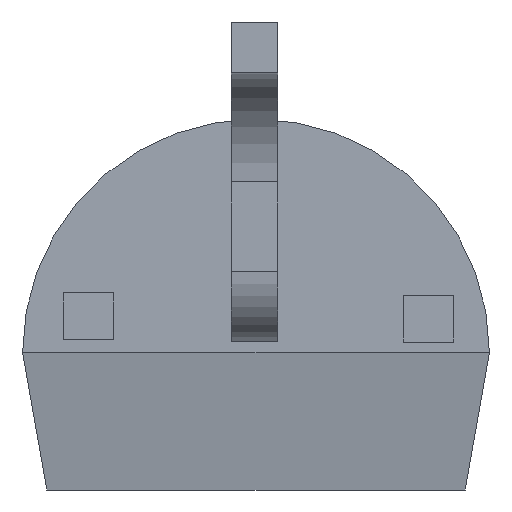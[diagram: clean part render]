
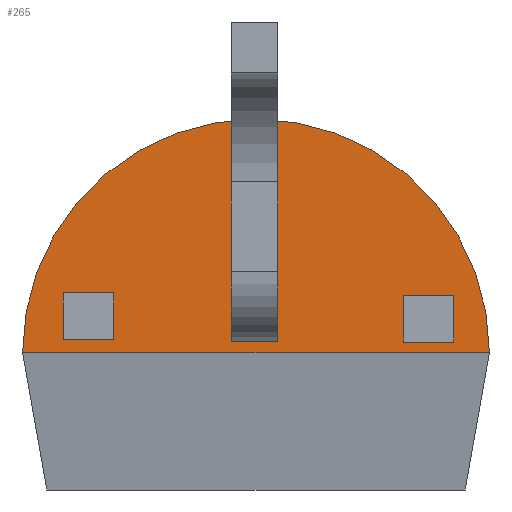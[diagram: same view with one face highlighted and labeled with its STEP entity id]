
A CAD part, front view. The second image highlights one B-rep face of the part: STEP entity #265.
In plain terms, the highlighted planar face has unit normal (0, -1, 0).
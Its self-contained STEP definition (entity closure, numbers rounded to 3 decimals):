
#82 = PLANE ( 'NONE',  #445 ) ;
#91 = ORIENTED_EDGE ( 'NONE', *, *, #1009, .F. ) ;
#158 = VECTOR ( 'NONE', #424, 1000. ) ;
#248 = AXIS2_PLACEMENT_3D ( 'NONE', #460, #888, #597 ) ;
#265 = ADVANCED_FACE ( 'NONE', ( #721 ), #82, .F. ) ;
#424 = DIRECTION ( 'NONE',  ( -1., 0., 0. ) ) ;
#445 = AXIS2_PLACEMENT_3D ( 'NONE', #854, #837, #511 ) ;
#460 = CARTESIAN_POINT ( 'NONE',  ( 0., 0., 0. ) ) ;
#469 = ORIENTED_EDGE ( 'NONE', *, *, #1137, .F. ) ;
#511 = DIRECTION ( 'NONE',  ( 0., 0., 1. ) ) ;
#517 = CARTESIAN_POINT ( 'NONE',  ( 2.6, 0., 0. ) ) ;
#537 = EDGE_LOOP ( 'NONE', ( #469, #91 ) ) ;
#585 = VERTEX_POINT ( 'NONE', #977 ) ;
#597 = DIRECTION ( 'NONE',  ( 0., 0., -1. ) ) ;
#721 = FACE_OUTER_BOUND ( 'NONE', #537, .T. ) ;
#788 = LINE ( 'NONE', #958, #158 ) ;
#837 = DIRECTION ( 'NONE',  ( 0., 1., 0. ) ) ;
#854 = CARTESIAN_POINT ( 'NONE',  ( 0., 0., 0. ) ) ;
#888 = DIRECTION ( 'NONE',  ( 0., 1., 0. ) ) ;
#958 = CARTESIAN_POINT ( 'NONE',  ( 0., 0., 0. ) ) ;
#977 = CARTESIAN_POINT ( 'NONE',  ( -2.6, 0., 0. ) ) ;
#984 = CIRCLE ( 'NONE', #248, 2.6 ) ;
#1009 = EDGE_CURVE ( 'NONE', #585, #1053, #984, .T. ) ;
#1053 = VERTEX_POINT ( 'NONE', #517 ) ;
#1137 = EDGE_CURVE ( 'NONE', #1053, #585, #788, .T. ) ;
